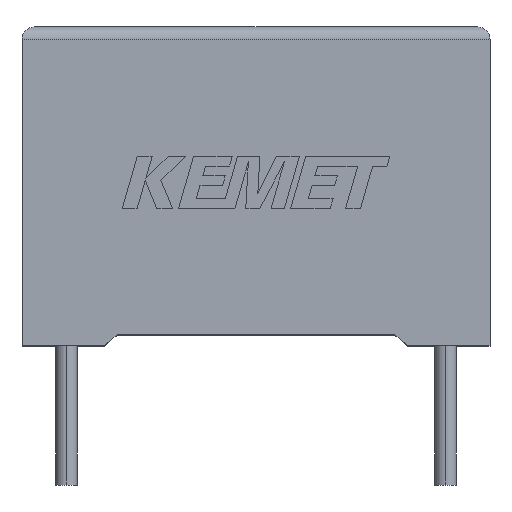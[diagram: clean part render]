
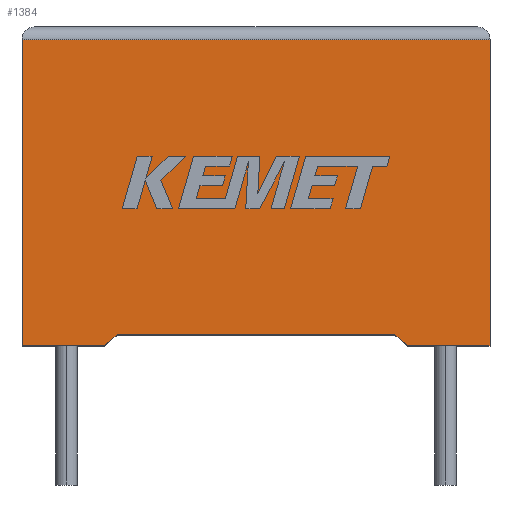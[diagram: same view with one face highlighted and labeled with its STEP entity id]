
A CAD part, top view. The second image highlights one B-rep face of the part: STEP entity #1384.
In plain terms, the highlighted planar face has unit normal (0, 0, 1).
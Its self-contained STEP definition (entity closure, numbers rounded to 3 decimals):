
#90 = VERTEX_POINT ( 'NONE', #2911 ) ;
#156 = VECTOR ( 'NONE', #1697, 1000. ) ;
#324 = CARTESIAN_POINT ( 'NONE',  ( 18.5, 0., 9.2 ) ) ;
#377 = VERTEX_POINT ( 'NONE', #324 ) ;
#428 = CARTESIAN_POINT ( 'NONE',  ( 0., 0., 9.2 ) ) ;
#454 = VERTEX_POINT ( 'NONE', #1078 ) ;
#489 = CARTESIAN_POINT ( 'NONE',  ( 14.736, 0.434, 9.2 ) ) ;
#554 = ORIENTED_EDGE ( 'NONE', *, *, #1677, .F. ) ;
#584 = LINE ( 'NONE', #2442, #1678 ) ;
#663 = CARTESIAN_POINT ( 'NONE',  ( 15.25, 0., 9.2 ) ) ;
#664 = VECTOR ( 'NONE', #1843, 1000. ) ;
#768 = VECTOR ( 'NONE', #2181, 1000. ) ;
#774 = CARTESIAN_POINT ( 'NONE',  ( 3.764, 0.434, 9.2 ) ) ;
#800 = VERTEX_POINT ( 'NONE', #2547 ) ;
#955 = LINE ( 'NONE', #2122, #2534 ) ;
#1008 = PLANE ( 'NONE',  #1275 ) ;
#1078 = CARTESIAN_POINT ( 'NONE',  ( 3.25, 0., 9.2 ) ) ;
#1184 = VECTOR ( 'NONE', #2550, 1000. ) ;
#1231 = CARTESIAN_POINT ( 'NONE',  ( 0., 12.1, 9.2 ) ) ;
#1275 = AXIS2_PLACEMENT_3D ( 'NONE', #428, #2797, #1342 ) ;
#1326 = LINE ( 'NONE', #2909, #156 ) ;
#1342 = DIRECTION ( 'NONE',  ( -1., 0., 0. ) ) ;
#1364 = EDGE_CURVE ( 'NONE', #800, #377, #584, .T. ) ;
#1384 = ADVANCED_FACE ( 'NONE', ( #1459 ), #1008, .F. ) ;
#1405 = LINE ( 'NONE', #2137, #768 ) ;
#1459 = FACE_OUTER_BOUND ( 'NONE', #2913, .T. ) ;
#1516 = ORIENTED_EDGE ( 'NONE', *, *, #2078, .T. ) ;
#1524 = VERTEX_POINT ( 'NONE', #489 ) ;
#1591 = VECTOR ( 'NONE', #1891, 1000. ) ;
#1593 = LINE ( 'NONE', #2987, #2719 ) ;
#1634 = LINE ( 'NONE', #2099, #1591 ) ;
#1677 = EDGE_CURVE ( 'NONE', #2127, #454, #1593, .T. ) ;
#1678 = VECTOR ( 'NONE', #2687, 1000. ) ;
#1689 = ORIENTED_EDGE ( 'NONE', *, *, #3031, .T. ) ;
#1697 = DIRECTION ( 'NONE',  ( 1., 0., 0. ) ) ;
#1843 = DIRECTION ( 'NONE',  ( -1., 0., 0. ) ) ;
#1890 = ORIENTED_EDGE ( 'NONE', *, *, #2361, .F. ) ;
#1891 = DIRECTION ( 'NONE',  ( 0., -1., 0. ) ) ;
#2052 = CARTESIAN_POINT ( 'NONE',  ( 0., 12.1, 9.2 ) ) ;
#2069 = LINE ( 'NONE', #2052, #664 ) ;
#2078 = EDGE_CURVE ( 'NONE', #90, #454, #1326, .T. ) ;
#2099 = CARTESIAN_POINT ( 'NONE',  ( 0., 0., 9.2 ) ) ;
#2122 = CARTESIAN_POINT ( 'NONE',  ( 9.25, 0.434, 9.2 ) ) ;
#2127 = VERTEX_POINT ( 'NONE', #774 ) ;
#2137 = CARTESIAN_POINT ( 'NONE',  ( 18.5, 0., 9.2 ) ) ;
#2181 = DIRECTION ( 'NONE',  ( 0., 1., 0. ) ) ;
#2183 = DIRECTION ( 'NONE',  ( -1., 0., 0. ) ) ;
#2271 = ORIENTED_EDGE ( 'NONE', *, *, #2575, .T. ) ;
#2272 = LINE ( 'NONE', #663, #1184 ) ;
#2335 = VERTEX_POINT ( 'NONE', #1231 ) ;
#2361 = EDGE_CURVE ( 'NONE', #1524, #2127, #955, .T. ) ;
#2442 = CARTESIAN_POINT ( 'NONE',  ( 0., 0., 9.2 ) ) ;
#2448 = VERTEX_POINT ( 'NONE', #2729 ) ;
#2492 = ORIENTED_EDGE ( 'NONE', *, *, #2684, .T. ) ;
#2534 = VECTOR ( 'NONE', #2183, 1000. ) ;
#2547 = CARTESIAN_POINT ( 'NONE',  ( 15.25, 0., 9.2 ) ) ;
#2550 = DIRECTION ( 'NONE',  ( 0.764, -0.646, 0. ) ) ;
#2575 = EDGE_CURVE ( 'NONE', #1524, #800, #2272, .T. ) ;
#2684 = EDGE_CURVE ( 'NONE', #377, #2448, #1405, .T. ) ;
#2687 = DIRECTION ( 'NONE',  ( 1., 0., 0. ) ) ;
#2719 = VECTOR ( 'NONE', #2742, 1000. ) ;
#2729 = CARTESIAN_POINT ( 'NONE',  ( 18.5, 12.1, 9.2 ) ) ;
#2742 = DIRECTION ( 'NONE',  ( -0.764, -0.646, 0. ) ) ;
#2785 = ORIENTED_EDGE ( 'NONE', *, *, #2922, .T. ) ;
#2797 = DIRECTION ( 'NONE',  ( 0., 0., -1. ) ) ;
#2909 = CARTESIAN_POINT ( 'NONE',  ( 0., 0., 9.2 ) ) ;
#2911 = CARTESIAN_POINT ( 'NONE',  ( 0., 0., 9.2 ) ) ;
#2913 = EDGE_LOOP ( 'NONE', ( #2492, #2785, #1689, #1516, #554, #1890, #2271, #2990 ) ) ;
#2922 = EDGE_CURVE ( 'NONE', #2448, #2335, #2069, .T. ) ;
#2987 = CARTESIAN_POINT ( 'NONE',  ( 3.25, 0., 9.2 ) ) ;
#2990 = ORIENTED_EDGE ( 'NONE', *, *, #1364, .T. ) ;
#3031 = EDGE_CURVE ( 'NONE', #2335, #90, #1634, .T. ) ;
